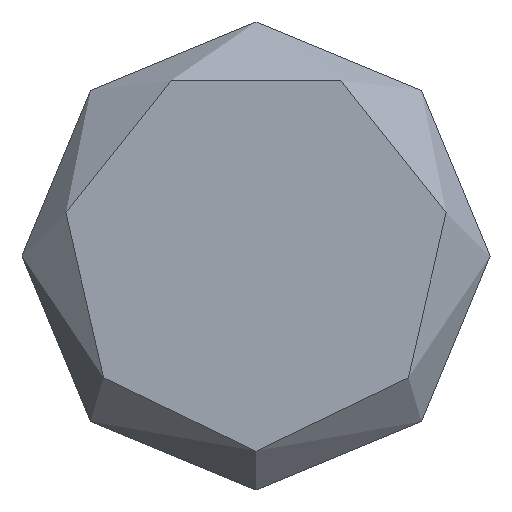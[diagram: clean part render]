
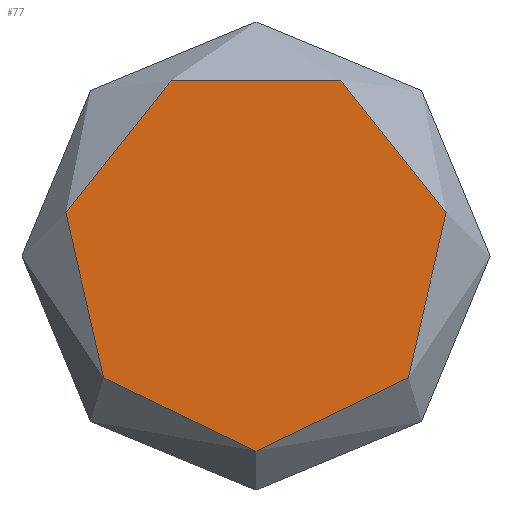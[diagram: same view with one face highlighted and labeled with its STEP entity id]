
A CAD part, left-side view. The second image highlights one B-rep face of the part: STEP entity #77.
In plain terms, the highlighted planar face has unit normal (-1, 0, 0).
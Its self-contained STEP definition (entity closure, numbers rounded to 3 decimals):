
#18 = FACE_OUTER_BOUND ( 'NONE', #60, .T. ) ;
#30 = ORIENTED_EDGE ( 'NONE', *, *, #109, .T. ) ;
#51 = CIRCLE ( 'NONE', #98, 2.5 ) ;
#60 = EDGE_LOOP ( 'NONE', ( #30 ) ) ;
#77 = ADVANCED_FACE ( 'NONE', ( #18 ), #145, .F. ) ;
#80 = AXIS2_PLACEMENT_3D ( 'NONE', #135, #131, #137 ) ;
#98 = AXIS2_PLACEMENT_3D ( 'NONE', #141, #165, #148 ) ;
#109 = EDGE_CURVE ( 'NONE', #153, #153, #51, .T. ) ;
#131 = DIRECTION ( 'NONE',  ( 1., 0., 0. ) ) ;
#135 = CARTESIAN_POINT ( 'NONE',  ( -3000., 0., 0. ) ) ;
#137 = DIRECTION ( 'NONE',  ( 0., 0., -1. ) ) ;
#141 = CARTESIAN_POINT ( 'NONE',  ( -3000., 0., 0. ) ) ;
#145 = PLANE ( 'NONE',  #80 ) ;
#148 = DIRECTION ( 'NONE',  ( 0., 0., -1. ) ) ;
#153 = VERTEX_POINT ( 'NONE', #154 ) ;
#154 = CARTESIAN_POINT ( 'NONE',  ( -3000., 0., -2.5 ) ) ;
#165 = DIRECTION ( 'NONE',  ( -1., 0., 0. ) ) ;
